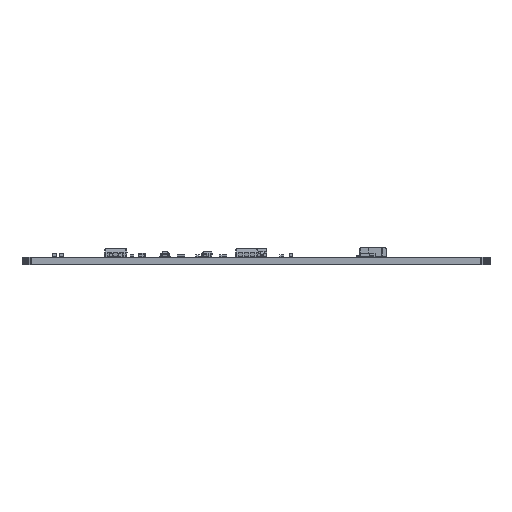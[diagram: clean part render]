
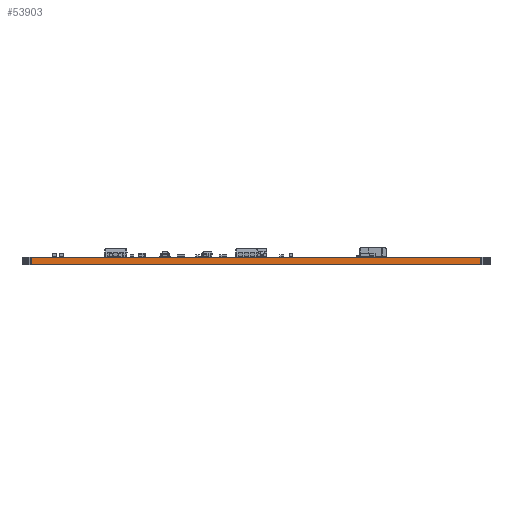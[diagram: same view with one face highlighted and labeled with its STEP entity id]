
A CAD part, left-side view. The second image highlights one B-rep face of the part: STEP entity #53903.
In plain terms, the highlighted planar face has unit normal (-1, 0, 0).
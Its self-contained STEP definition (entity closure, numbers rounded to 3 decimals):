
#45054 = PLANE('',#45055);
#45055 = AXIS2_PLACEMENT_3D('',#45056,#45057,#45058);
#45056 = CARTESIAN_POINT('',(0.,0.,1.6)
  );
#45057 = DIRECTION('',(-0.,-0.,-1.));
#45058 = DIRECTION('',(-1.,0.,0.));
#45108 = PLANE('',#45109);
#45109 = AXIS2_PLACEMENT_3D('',#45110,#45111,#45112);
#45110 = CARTESIAN_POINT('',(0.,0.,0.));
#45111 = DIRECTION('',(-0.,-0.,-1.));
#45112 = DIRECTION('',(-1.,0.,0.));
#46141 = VERTEX_POINT('',#46142);
#46142 = CARTESIAN_POINT('',(-20.,-48.,0.));
#46156 = PLANE('',#46157);
#46157 = AXIS2_PLACEMENT_3D('',#46158,#46159,#46160);
#46158 = CARTESIAN_POINT('',(-19.98,-48.285,0.));
#46159 = DIRECTION('',(-0.997,-0.071,0.));
#46160 = DIRECTION('',(-0.071,0.997,0.));
#46168 = EDGE_CURVE('',#46141,#46169,#46171,.T.);
#46169 = VERTEX_POINT('',#46170);
#46170 = CARTESIAN_POINT('',(-20.,48.,0.));
#46171 = SURFACE_CURVE('',#46172,(#46176,#46183),.PCURVE_S1.);
#46172 = LINE('',#46173,#46174);
#46173 = CARTESIAN_POINT('',(-20.,-48.,0.));
#46174 = VECTOR('',#46175,1.);
#46175 = DIRECTION('',(0.,1.,0.));
#46176 = PCURVE('',#45108,#46177);
#46177 = DEFINITIONAL_REPRESENTATION('',(#46178),#46182);
#46178 = LINE('',#46179,#46180);
#46179 = CARTESIAN_POINT('',(20.,-48.));
#46180 = VECTOR('',#46181,1.);
#46181 = DIRECTION('',(0.,1.));
#46182 = ( GEOMETRIC_REPRESENTATION_CONTEXT(2) 
PARAMETRIC_REPRESENTATION_CONTEXT() REPRESENTATION_CONTEXT('2D SPACE',''
  ) );
#46183 = PCURVE('',#46184,#46189);
#46184 = PLANE('',#46185);
#46185 = AXIS2_PLACEMENT_3D('',#46186,#46187,#46188);
#46186 = CARTESIAN_POINT('',(-20.,-48.,0.));
#46187 = DIRECTION('',(-1.,0.,0.));
#46188 = DIRECTION('',(0.,1.,0.));
#46189 = DEFINITIONAL_REPRESENTATION('',(#46190),#46194);
#46190 = LINE('',#46191,#46192);
#46191 = CARTESIAN_POINT('',(0.,0.));
#46192 = VECTOR('',#46193,1.);
#46193 = DIRECTION('',(1.,0.));
#46194 = ( GEOMETRIC_REPRESENTATION_CONTEXT(2) 
PARAMETRIC_REPRESENTATION_CONTEXT() REPRESENTATION_CONTEXT('2D SPACE',''
  ) );
#46212 = PLANE('',#46213);
#46213 = AXIS2_PLACEMENT_3D('',#46214,#46215,#46216);
#46214 = CARTESIAN_POINT('',(-20.,48.,0.));
#46215 = DIRECTION('',(-0.997,0.071,0.));
#46216 = DIRECTION('',(0.071,0.997,0.));
#50438 = VERTEX_POINT('',#50439);
#50439 = CARTESIAN_POINT('',(-20.,-48.,1.6));
#50460 = EDGE_CURVE('',#50438,#50461,#50463,.T.);
#50461 = VERTEX_POINT('',#50462);
#50462 = CARTESIAN_POINT('',(-20.,48.,1.6));
#50463 = SURFACE_CURVE('',#50464,(#50468,#50475),.PCURVE_S1.);
#50464 = LINE('',#50465,#50466);
#50465 = CARTESIAN_POINT('',(-20.,-48.,1.6));
#50466 = VECTOR('',#50467,1.);
#50467 = DIRECTION('',(0.,1.,0.));
#50468 = PCURVE('',#45054,#50469);
#50469 = DEFINITIONAL_REPRESENTATION('',(#50470),#50474);
#50470 = LINE('',#50471,#50472);
#50471 = CARTESIAN_POINT('',(20.,-48.));
#50472 = VECTOR('',#50473,1.);
#50473 = DIRECTION('',(0.,1.));
#50474 = ( GEOMETRIC_REPRESENTATION_CONTEXT(2) 
PARAMETRIC_REPRESENTATION_CONTEXT() REPRESENTATION_CONTEXT('2D SPACE',''
  ) );
#50475 = PCURVE('',#46184,#50476);
#50476 = DEFINITIONAL_REPRESENTATION('',(#50477),#50481);
#50477 = LINE('',#50478,#50479);
#50478 = CARTESIAN_POINT('',(0.,-1.6));
#50479 = VECTOR('',#50480,1.);
#50480 = DIRECTION('',(1.,0.));
#50481 = ( GEOMETRIC_REPRESENTATION_CONTEXT(2) 
PARAMETRIC_REPRESENTATION_CONTEXT() REPRESENTATION_CONTEXT('2D SPACE',''
  ) );
#53853 = EDGE_CURVE('',#46169,#50461,#53854,.T.);
#53854 = SURFACE_CURVE('',#53855,(#53859,#53866),.PCURVE_S1.);
#53855 = LINE('',#53856,#53857);
#53856 = CARTESIAN_POINT('',(-20.,48.,0.));
#53857 = VECTOR('',#53858,1.);
#53858 = DIRECTION('',(0.,0.,1.));
#53859 = PCURVE('',#46212,#53860);
#53860 = DEFINITIONAL_REPRESENTATION('',(#53861),#53865);
#53861 = LINE('',#53862,#53863);
#53862 = CARTESIAN_POINT('',(0.,0.));
#53863 = VECTOR('',#53864,1.);
#53864 = DIRECTION('',(0.,-1.));
#53865 = ( GEOMETRIC_REPRESENTATION_CONTEXT(2) 
PARAMETRIC_REPRESENTATION_CONTEXT() REPRESENTATION_CONTEXT('2D SPACE',''
  ) );
#53866 = PCURVE('',#46184,#53867);
#53867 = DEFINITIONAL_REPRESENTATION('',(#53868),#53872);
#53868 = LINE('',#53869,#53870);
#53869 = CARTESIAN_POINT('',(96.,0.));
#53870 = VECTOR('',#53871,1.);
#53871 = DIRECTION('',(0.,-1.));
#53872 = ( GEOMETRIC_REPRESENTATION_CONTEXT(2) 
PARAMETRIC_REPRESENTATION_CONTEXT() REPRESENTATION_CONTEXT('2D SPACE',''
  ) );
#53903 = ADVANCED_FACE('',(#53904),#46184,.T.);
#53904 = FACE_BOUND('',#53905,.T.);
#53905 = EDGE_LOOP('',(#53906,#53927,#53928,#53929));
#53906 = ORIENTED_EDGE('',*,*,#53907,.T.);
#53907 = EDGE_CURVE('',#46141,#50438,#53908,.T.);
#53908 = SURFACE_CURVE('',#53909,(#53913,#53920),.PCURVE_S1.);
#53909 = LINE('',#53910,#53911);
#53910 = CARTESIAN_POINT('',(-20.,-48.,0.));
#53911 = VECTOR('',#53912,1.);
#53912 = DIRECTION('',(0.,0.,1.));
#53913 = PCURVE('',#46184,#53914);
#53914 = DEFINITIONAL_REPRESENTATION('',(#53915),#53919);
#53915 = LINE('',#53916,#53917);
#53916 = CARTESIAN_POINT('',(0.,0.));
#53917 = VECTOR('',#53918,1.);
#53918 = DIRECTION('',(0.,-1.));
#53919 = ( GEOMETRIC_REPRESENTATION_CONTEXT(2) 
PARAMETRIC_REPRESENTATION_CONTEXT() REPRESENTATION_CONTEXT('2D SPACE',''
  ) );
#53920 = PCURVE('',#46156,#53921);
#53921 = DEFINITIONAL_REPRESENTATION('',(#53922),#53926);
#53922 = LINE('',#53923,#53924);
#53923 = CARTESIAN_POINT('',(0.285,0.));
#53924 = VECTOR('',#53925,1.);
#53925 = DIRECTION('',(0.,-1.));
#53926 = ( GEOMETRIC_REPRESENTATION_CONTEXT(2) 
PARAMETRIC_REPRESENTATION_CONTEXT() REPRESENTATION_CONTEXT('2D SPACE',''
  ) );
#53927 = ORIENTED_EDGE('',*,*,#50460,.T.);
#53928 = ORIENTED_EDGE('',*,*,#53853,.F.);
#53929 = ORIENTED_EDGE('',*,*,#46168,.F.);
